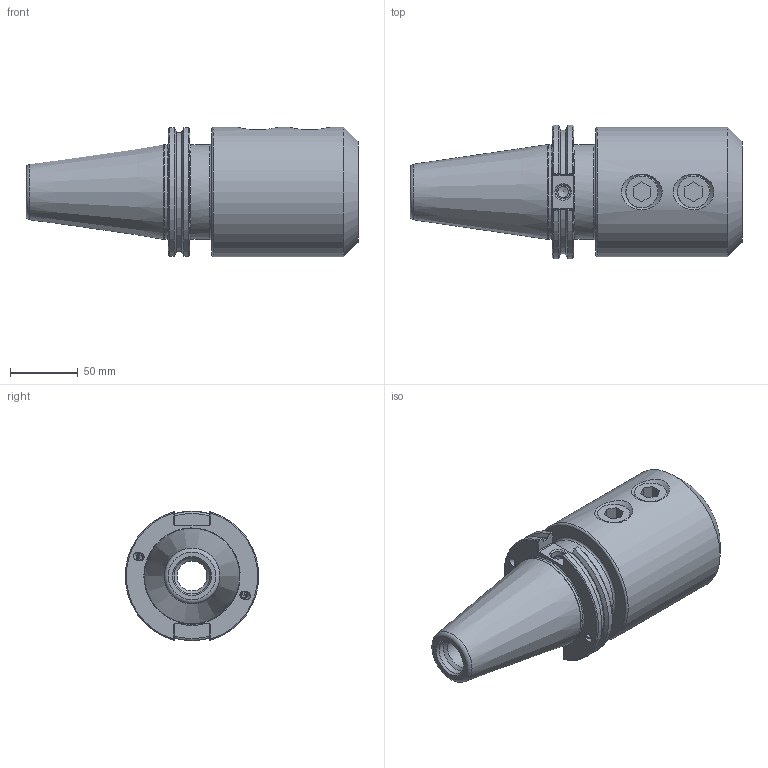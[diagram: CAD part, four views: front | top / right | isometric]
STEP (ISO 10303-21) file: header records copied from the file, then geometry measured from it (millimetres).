
FILE_DESCRIPTION((''),'2;1');
FILE_NAME('AB044-K50-W51-143.stp','2015-03-17T15:11:28',('blaste'),(''),'Autodesk Inventor 2012','Autodesk Inventor 2012','');
FILE_SCHEMA(('AUTOMOTIVE_DESIGN { 1 0 10303 214 1 1 1 1 }'));
Length unit declared in the file: inch
Products named in the file (4): C50BC-20EM5; C50BC-20EM5-1; 029-928; 029-966
Assembly tree (5 placements, depth 2):
  C50BC-20EM5
    C50BC-20EM5-1
    029-928  x2
    029-966  x2
Bounding box: 244.47 x 98.06 x 95.25 mm (x, y, z)
Volume: 921537.4 mm3; surface area: 109797.9 mm2
Topology: 5 solids, 5 shells, 157 faces, 382 edges, 247 vertices
Faces by surface type: plane 74, cylinder 41, cone 27, bspline 8, torus 5, sphere 2
Full cylindrical faces by diameter (mm): 5 x2, 6 x4, 6.1 x2, 6.2 x2, 8 x1, 10.135 x1, 21.971 x1, 23.444 x2, 25.4 x2, 26.365 x1, 50.8 x1, 51.562 x1, 69.342 x1, 69.85 x1, 95.25 x1
Entity records: 4852 total; most frequent: CARTESIAN_POINT 1836, DIRECTION 552, ORIENTED_EDGE 546, EDGE_CURVE 273, AXIS2_PLACEMENT_3D 216, VERTEX_POINT 197, EDGE_LOOP 186, FACE_OUTER_BOUND 129
